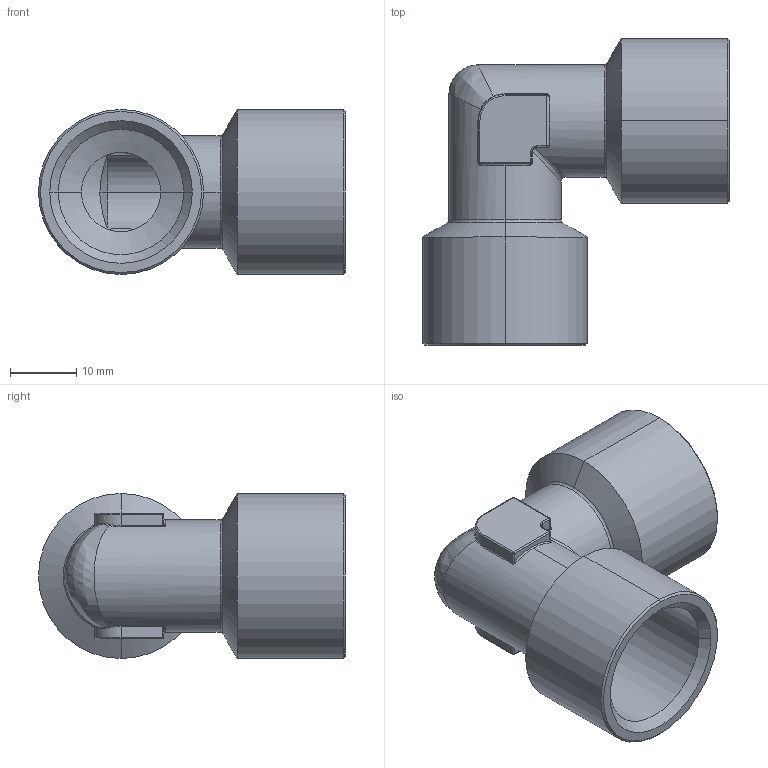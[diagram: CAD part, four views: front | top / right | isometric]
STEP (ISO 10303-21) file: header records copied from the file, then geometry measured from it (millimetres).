
FILE_DESCRIPTION (( 'STEP AP203' ), '1' );
FILE_NAME ('002-X299.STEP', '2013-10-30T15:43:38', ( 'Gabriele' ), ( '' ), 'SwSTEP 2.0', 'SolidWorks 2011', '' );
FILE_SCHEMA (( 'CONFIG_CONTROL_DESIGN' ));
Length unit declared in the file: millimetre
Products named in the file (1): 002-X299
Bounding box: 46.5 x 46.5 x 25 mm (x, y, z)
Volume: 11477.3 mm3; surface area: 8708.5 mm2
Topology: 1 solids, 1 shells, 133 faces, 297 edges, 158 vertices
Faces by surface type: cylinder 52, cone 23, bspline 22, plane 16, torus 12, sphere 8
Entity records: 4128 total; most frequent: CARTESIAN_POINT 1307, DIRECTION 585, ORIENTED_EDGE 578, EDGE_CURVE 289, AXIS2_PLACEMENT_3D 244, VERTEX_POINT 158, EDGE_LOOP 135, ADVANCED_FACE 133
